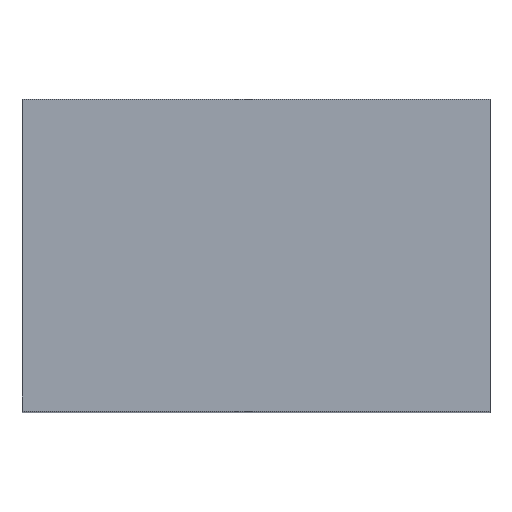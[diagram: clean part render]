
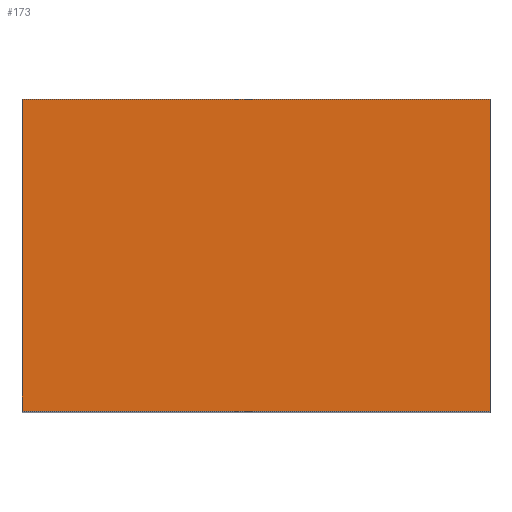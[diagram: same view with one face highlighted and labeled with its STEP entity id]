
A CAD part, top view. The second image highlights one B-rep face of the part: STEP entity #173.
In plain terms, the highlighted planar face has unit normal (0, 0, 1).
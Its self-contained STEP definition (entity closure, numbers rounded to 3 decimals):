
#10 = AXIS2_PLACEMENT_3D ( 'NONE', #316, #280, #579 ) ;
#21 = CARTESIAN_POINT ( 'NONE',  ( 0., 0., 105. ) ) ;
#25 = FACE_OUTER_BOUND ( 'NONE', #693, .T. ) ;
#59 = VERTEX_POINT ( 'NONE', #515 ) ;
#93 = LINE ( 'NONE', #242, #711 ) ;
#99 = EDGE_CURVE ( 'NONE', #248, #556, #438, .T. ) ;
#114 = CARTESIAN_POINT ( 'NONE',  ( 0., 0., 105. ) ) ;
#130 = ORIENTED_EDGE ( 'NONE', *, *, #687, .T. ) ;
#133 = CARTESIAN_POINT ( 'NONE',  ( 45., 0., 105. ) ) ;
#162 = DIRECTION ( 'NONE',  ( 0., 1., 0. ) ) ;
#168 = VECTOR ( 'NONE', #890, 1000. ) ;
#173 = ADVANCED_FACE ( 'NONE', ( #25 ), #606, .F. ) ;
#242 = CARTESIAN_POINT ( 'NONE',  ( 0., 30., 105. ) ) ;
#248 = VERTEX_POINT ( 'NONE', #133 ) ;
#250 = LINE ( 'NONE', #615, #526 ) ;
#274 = ORIENTED_EDGE ( 'NONE', *, *, #754, .T. ) ;
#280 = DIRECTION ( 'NONE',  ( 0., 0., -1. ) ) ;
#316 = CARTESIAN_POINT ( 'NONE',  ( 0., 0., 105. ) ) ;
#368 = CARTESIAN_POINT ( 'NONE',  ( 45., 0., 105. ) ) ;
#386 = DIRECTION ( 'NONE',  ( -1., 0., 0. ) ) ;
#395 = ORIENTED_EDGE ( 'NONE', *, *, #468, .T. ) ;
#438 = LINE ( 'NONE', #368, #454 ) ;
#454 = VECTOR ( 'NONE', #162, 1000. ) ;
#468 = EDGE_CURVE ( 'NONE', #556, #59, #93, .T. ) ;
#515 = CARTESIAN_POINT ( 'NONE',  ( 0., 30., 105. ) ) ;
#526 = VECTOR ( 'NONE', #549, 1000. ) ;
#549 = DIRECTION ( 'NONE',  ( 1., 0., 0. ) ) ;
#556 = VERTEX_POINT ( 'NONE', #782 ) ;
#579 = DIRECTION ( 'NONE',  ( -1., 0., 0. ) ) ;
#594 = VERTEX_POINT ( 'NONE', #114 ) ;
#606 = PLANE ( 'NONE',  #10 ) ;
#608 = ORIENTED_EDGE ( 'NONE', *, *, #99, .T. ) ;
#615 = CARTESIAN_POINT ( 'NONE',  ( 0., 0., 105. ) ) ;
#687 = EDGE_CURVE ( 'NONE', #59, #594, #880, .T. ) ;
#693 = EDGE_LOOP ( 'NONE', ( #130, #274, #608, #395 ) ) ;
#711 = VECTOR ( 'NONE', #386, 1000. ) ;
#754 = EDGE_CURVE ( 'NONE', #594, #248, #250, .T. ) ;
#782 = CARTESIAN_POINT ( 'NONE',  ( 45., 30., 105. ) ) ;
#880 = LINE ( 'NONE', #21, #168 ) ;
#890 = DIRECTION ( 'NONE',  ( 0., -1., 0. ) ) ;
